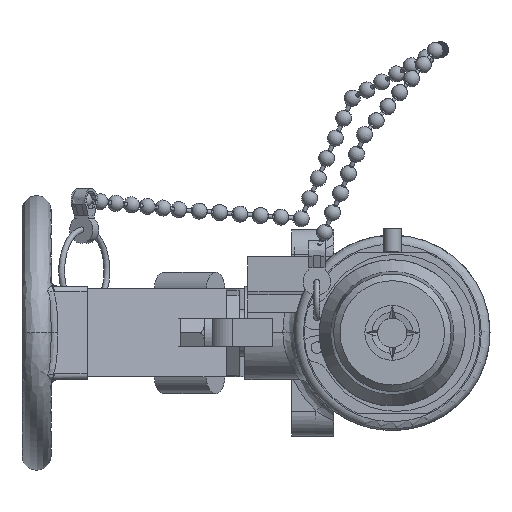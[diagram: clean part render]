
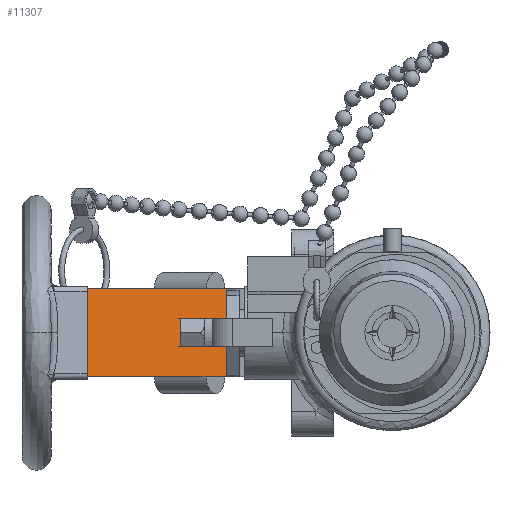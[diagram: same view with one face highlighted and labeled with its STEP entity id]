
A CAD part, left-side view. The second image highlights one B-rep face of the part: STEP entity #11307.
In plain terms, the highlighted planar face has unit normal (-0.838, -0.545, 0).
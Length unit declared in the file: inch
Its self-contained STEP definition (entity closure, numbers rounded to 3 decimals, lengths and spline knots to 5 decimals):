
#97=CARTESIAN_POINT('',(0.6465,1.42,-0.375));
#98=VERTEX_POINT('',#97);
#105=CARTESIAN_POINT('',(-0.1255,2.60769,-0.375));
#106=VERTEX_POINT('',#105);
#107=CARTESIAN_POINT('',(-0.1255,2.60769,-0.375));
#108=DIRECTION('',(0.545,-0.838,0.));
#109=VECTOR('',#108,1.41654);
#110=LINE('',#107,#109);
#111=EDGE_CURVE('',#106,#98,#110,.T.);
#327=CARTESIAN_POINT('',(-0.1255,2.60769,0.375));
#328=VERTEX_POINT('',#327);
#335=CARTESIAN_POINT('',(0.6465,1.42,0.375));
#336=VERTEX_POINT('',#335);
#337=CARTESIAN_POINT('',(0.6465,1.42,0.375));
#338=DIRECTION('',(-0.545,0.838,0.));
#339=VECTOR('',#338,1.41654);
#340=LINE('',#337,#339);
#341=EDGE_CURVE('',#336,#328,#340,.T.);
#8567=CARTESIAN_POINT('',(-0.1255,2.60769,0.375));
#8568=DIRECTION('',(0.0,0.0,-1.0));
#8569=VECTOR('',#8568,0.75);
#8570=LINE('',#8567,#8569);
#8571=EDGE_CURVE('',#328,#106,#8570,.T.);
#11243=CARTESIAN_POINT('',(-0.4065,3.04,0.375));
#11244=DIRECTION('',(-0.838,-0.545,0.));
#11245=DIRECTION('',(-0.545,0.838,0.));
#11246=AXIS2_PLACEMENT_3D('',#11243,#11244,#11245);
#11247=PLANE('',#11246);
#11248=ORIENTED_EDGE('',*,*,#8571,.T.);
#11249=ORIENTED_EDGE('',*,*,#111,.T.);
#11250=CARTESIAN_POINT('',(0.6465,1.42,-0.12));
#11251=VERTEX_POINT('',#11250);
#11252=CARTESIAN_POINT('',(0.6465,1.42,-0.12));
#11253=DIRECTION('',(0.0,0.0,-1.0));
#11254=VECTOR('',#11253,0.255);
#11255=LINE('',#11252,#11254);
#11256=EDGE_CURVE('',#11251,#98,#11255,.T.);
#11257=ORIENTED_EDGE('',*,*,#11256,.F.);
#11258=CARTESIAN_POINT('',(0.62845,1.44776,-0.12));
#11259=VERTEX_POINT('',#11258);
#11260=CARTESIAN_POINT('',(0.6465,1.42,-0.12));
#11261=DIRECTION('',(-0.545,0.838,0.));
#11262=VECTOR('',#11261,0.03311);
#11263=LINE('',#11260,#11262);
#11264=EDGE_CURVE('',#11251,#11259,#11263,.T.);
#11265=ORIENTED_EDGE('',*,*,#11264,.T.);
#11266=CARTESIAN_POINT('',(0.39301,1.80998,-0.12));
#11267=VERTEX_POINT('',#11266);
#11268=CARTESIAN_POINT('',(0.62845,1.44776,-0.12));
#11269=DIRECTION('',(-0.545,0.838,0.));
#11270=VECTOR('',#11269,0.43201);
#11271=LINE('',#11268,#11270);
#11272=EDGE_CURVE('',#11259,#11267,#11271,.T.);
#11273=ORIENTED_EDGE('',*,*,#11272,.T.);
#11274=CARTESIAN_POINT('',(0.39301,1.80998,0.12));
#11275=VERTEX_POINT('',#11274);
#11276=CARTESIAN_POINT('',(0.39301,1.80998,-0.12));
#11277=DIRECTION('',(0.0,0.0,1.0));
#11278=VECTOR('',#11277,0.24);
#11279=LINE('',#11276,#11278);
#11280=EDGE_CURVE('',#11267,#11275,#11279,.T.);
#11281=ORIENTED_EDGE('',*,*,#11280,.T.);
#11282=CARTESIAN_POINT('',(0.62845,1.44776,0.12));
#11283=VERTEX_POINT('',#11282);
#11284=CARTESIAN_POINT('',(0.39301,1.80998,0.12));
#11285=DIRECTION('',(0.545,-0.838,0.));
#11286=VECTOR('',#11285,0.43201);
#11287=LINE('',#11284,#11286);
#11288=EDGE_CURVE('',#11275,#11283,#11287,.T.);
#11289=ORIENTED_EDGE('',*,*,#11288,.T.);
#11290=CARTESIAN_POINT('',(0.6465,1.42,0.12));
#11291=VERTEX_POINT('',#11290);
#11292=CARTESIAN_POINT('',(0.62845,1.44776,0.12));
#11293=DIRECTION('',(0.545,-0.838,0.));
#11294=VECTOR('',#11293,0.03311);
#11295=LINE('',#11292,#11294);
#11296=EDGE_CURVE('',#11283,#11291,#11295,.T.);
#11297=ORIENTED_EDGE('',*,*,#11296,.T.);
#11298=CARTESIAN_POINT('',(0.6465,1.42,0.375));
#11299=DIRECTION('',(0.0,0.0,-1.0));
#11300=VECTOR('',#11299,0.255);
#11301=LINE('',#11298,#11300);
#11302=EDGE_CURVE('',#336,#11291,#11301,.T.);
#11303=ORIENTED_EDGE('',*,*,#11302,.F.);
#11304=ORIENTED_EDGE('',*,*,#341,.T.);
#11305=EDGE_LOOP('',(#11248,#11249,#11257,#11265,#11273,#11281,#11289,#11297,#11303,#11304));
#11306=FACE_OUTER_BOUND('',#11305,.T.);
#11307=ADVANCED_FACE('',(#11306),#11247,.T.);
